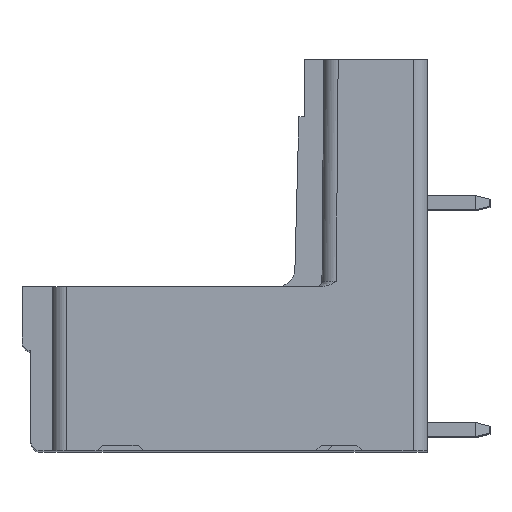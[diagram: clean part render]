
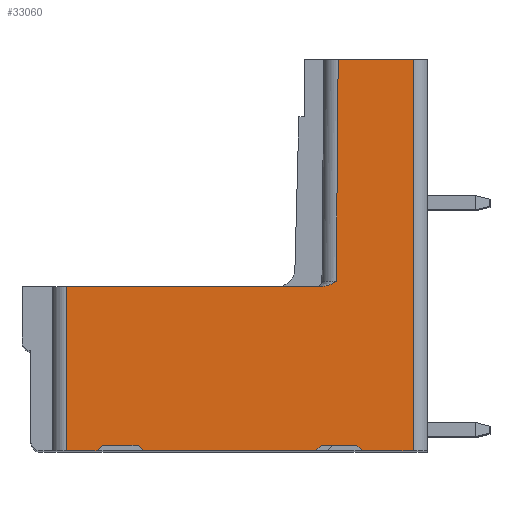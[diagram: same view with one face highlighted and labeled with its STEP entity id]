
A CAD part, top view. The second image highlights one B-rep face of the part: STEP entity #33060.
In plain terms, the highlighted planar face has unit normal (0, 0, 1).
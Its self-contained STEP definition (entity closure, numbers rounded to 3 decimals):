
#3880=DIRECTION('',(1.,0.,0.));
#3881=VECTOR('',#3880,1.7);
#3882=CARTESIAN_POINT('',(-20.194,0.,
-73.113));
#3883=LINE('',#3882,#3881);
#3904=DIRECTION('',(1.,0.,0.));
#3905=VECTOR('',#3904,9.65);
#3906=CARTESIAN_POINT('',(-15.894,0.,
-73.113));
#3907=LINE('',#3906,#3905);
#4740=DIRECTION('',(-1.,0.,0.));
#4741=VECTOR('',#4740,14.337);
#4742=CARTESIAN_POINT('',(-5.857,9.2,
-73.113));
#4743=LINE('',#4742,#4741);
#5061=CARTESIAN_POINT('',(-5.857,9.2,
-73.113));
#5062=CARTESIAN_POINT('',(-5.826,9.2,
-73.113));
#5063=CARTESIAN_POINT('',(-5.76,9.204,
-73.113));
#5064=CARTESIAN_POINT('',(-5.649,9.226,
-73.113));
#5065=CARTESIAN_POINT('',(-5.528,9.266,
-73.113));
#5066=CARTESIAN_POINT('',(-5.398,9.326,
-73.113));
#5067=CARTESIAN_POINT('',(-5.257,9.404,
-73.113));
#5068=CARTESIAN_POINT('',(-5.155,9.467,
-73.113));
#5069=CARTESIAN_POINT('',(-5.102,9.5,
-73.113));
#5071=DIRECTION('',(0.009,1.,0.));
#5072=VECTOR('',#5071,12.4);
#5073=CARTESIAN_POINT('',(-5.102,9.5,
-73.113));
#5074=LINE('',#5073,#5072);
#5075=DIRECTION('',(-1.,0.,0.));
#5076=VECTOR('',#5075,2.85);
#5077=CARTESIAN_POINT('',(-0.794,0.,
-73.113));
#5078=LINE('',#5077,#5076);
#5079=DIRECTION('',(-0.707,0.707,0.));
#5080=VECTOR('',#5079,0.424);
#5081=CARTESIAN_POINT('',(-3.644,0.,
-73.113));
#5082=LINE('',#5081,#5080);
#5083=DIRECTION('',(-1.,0.,0.));
#5084=VECTOR('',#5083,2.);
#5085=CARTESIAN_POINT('',(-3.944,0.3,
-73.113));
#5086=LINE('',#5085,#5084);
#5087=DIRECTION('',(-0.707,-0.707,0.));
#5088=VECTOR('',#5087,0.424);
#5089=CARTESIAN_POINT('',(-5.944,0.3,
-73.113));
#5090=LINE('',#5089,#5088);
#5091=DIRECTION('',(-0.707,0.707,0.));
#5092=VECTOR('',#5091,0.424);
#5093=CARTESIAN_POINT('',(-15.894,0.,
-73.113));
#5094=LINE('',#5093,#5092);
#5095=DIRECTION('',(-1.,0.,0.));
#5096=VECTOR('',#5095,2.);
#5097=CARTESIAN_POINT('',(-16.194,0.3,
-73.113));
#5098=LINE('',#5097,#5096);
#5099=DIRECTION('',(-0.707,-0.707,0.));
#5100=VECTOR('',#5099,0.424);
#5101=CARTESIAN_POINT('',(-18.194,0.3,
-73.113));
#5102=LINE('',#5101,#5100);
#5103=CARTESIAN_POINT('',(-5.857,9.2,
-73.113));
#5398=DIRECTION('',(-1.,0.,0.));
#5399=VECTOR('',#5398,4.2);
#5400=CARTESIAN_POINT('',(-0.794,21.9,-73.113));
#5401=LINE('',#5400,#5399);
#13324=DIRECTION('',(0.,1.,0.));
#13325=VECTOR('',#13324,21.9);
#13326=CARTESIAN_POINT('',(-0.794,0.,
-73.113));
#13327=LINE('',#13326,#13325);
#13349=DIRECTION('',(0.,-1.,0.));
#13350=VECTOR('',#13349,9.2);
#13351=CARTESIAN_POINT('',(-20.194,9.2,-73.113));
#13352=LINE('',#13351,#13350);
#20937=VERTEX_POINT('',#5103);
#20938=CARTESIAN_POINT('',(-20.194,9.2,-73.113));
#20939=VERTEX_POINT('',#20938);
#20990=CARTESIAN_POINT('',(-0.794,21.9,-73.113));
#20991=VERTEX_POINT('',#20990);
#20992=CARTESIAN_POINT('',(-4.994,21.9,-73.113));
#20993=VERTEX_POINT('',#20992);
#21359=CARTESIAN_POINT('',(-20.194,0.,
-73.113));
#21360=VERTEX_POINT('',#21359);
#21361=CARTESIAN_POINT('',(-18.494,0.,
-73.113));
#21362=VERTEX_POINT('',#21361);
#21375=CARTESIAN_POINT('',(-15.894,0.,
-73.113));
#21376=VERTEX_POINT('',#21375);
#21377=CARTESIAN_POINT('',(-6.244,0.,
-73.113));
#21378=VERTEX_POINT('',#21377);
#21383=CARTESIAN_POINT('',(-3.644,0.,
-73.113));
#21384=VERTEX_POINT('',#21383);
#21385=CARTESIAN_POINT('',(-0.794,0.,
-73.113));
#21386=VERTEX_POINT('',#21385);
#21479=VERTEX_POINT('',#5069);
#21480=CARTESIAN_POINT('',(-3.944,0.3,
-73.113));
#21481=VERTEX_POINT('',#21480);
#21482=CARTESIAN_POINT('',(-5.944,0.3,
-73.113));
#21483=VERTEX_POINT('',#21482);
#21484=CARTESIAN_POINT('',(-16.194,0.3,
-73.113));
#21485=VERTEX_POINT('',#21484);
#21486=CARTESIAN_POINT('',(-18.194,0.3,
-73.113));
#21487=VERTEX_POINT('',#21486);
#33030=CARTESIAN_POINT('',(-6.202,9.5,-73.113));
#33031=DIRECTION('',(0.,0.,1.));
#33032=DIRECTION('',(-1.,0.,0.));
#33033=AXIS2_PLACEMENT_3D('',#33030,#33031,#33032);
#33034=PLANE('',#33033);
#33035=ORIENTED_EDGE('',*,*,#32257,.F.);
#33037=ORIENTED_EDGE('',*,*,#33036,.T.);
#33039=ORIENTED_EDGE('',*,*,#33038,.T.);
#33041=ORIENTED_EDGE('',*,*,#33040,.F.);
#33043=ORIENTED_EDGE('',*,*,#33042,.F.);
#33044=ORIENTED_EDGE('',*,*,#31363,.T.);
#33046=ORIENTED_EDGE('',*,*,#33045,.T.);
#33048=ORIENTED_EDGE('',*,*,#33047,.T.);
#33050=ORIENTED_EDGE('',*,*,#33049,.T.);
#33051=ORIENTED_EDGE('',*,*,#31339,.F.);
#33052=ORIENTED_EDGE('',*,*,#32997,.T.);
#33053=ORIENTED_EDGE('',*,*,#33011,.T.);
#33054=ORIENTED_EDGE('',*,*,#33024,.T.);
#33055=ORIENTED_EDGE('',*,*,#31323,.F.);
#33057=ORIENTED_EDGE('',*,*,#33056,.F.);
#33058=EDGE_LOOP('',(#33035,#33037,#33039,#33041,#33043,#33044,#33046,#33048,
#33050,#33051,#33052,#33053,#33054,#33055,#33057));
#33059=FACE_OUTER_BOUND('',#33058,.F.);
#33060=ADVANCED_FACE('',(#33059),#33034,.T.);
#5070=B_SPLINE_CURVE_WITH_KNOTS('',3,(#5061,#5062,#5063,#5064,#5065,#5066,#5067,
#5068,#5069),.UNSPECIFIED.,.F.,.F.,(4,1,1,1,1,1,4),(0.,0.167,
0.333,0.5,0.667,0.833,1.),
.UNSPECIFIED.);
#31323=EDGE_CURVE('',#21360,#21362,#3883,.T.);
#31339=EDGE_CURVE('',#21376,#21378,#3907,.T.);
#31363=EDGE_CURVE('',#21386,#21384,#5078,.T.);
#32257=EDGE_CURVE('',#20937,#20939,#4743,.T.);
#32997=EDGE_CURVE('',#21376,#21485,#5094,.T.);
#33011=EDGE_CURVE('',#21485,#21487,#5098,.T.);
#33024=EDGE_CURVE('',#21487,#21362,#5102,.T.);
#33036=EDGE_CURVE('',#20937,#21479,#5070,.T.);
#33038=EDGE_CURVE('',#21479,#20993,#5074,.T.);
#33040=EDGE_CURVE('',#20991,#20993,#5401,.T.);
#33042=EDGE_CURVE('',#21386,#20991,#13327,.T.);
#33045=EDGE_CURVE('',#21384,#21481,#5082,.T.);
#33047=EDGE_CURVE('',#21481,#21483,#5086,.T.);
#33049=EDGE_CURVE('',#21483,#21378,#5090,.T.);
#33056=EDGE_CURVE('',#20939,#21360,#13352,.T.);
